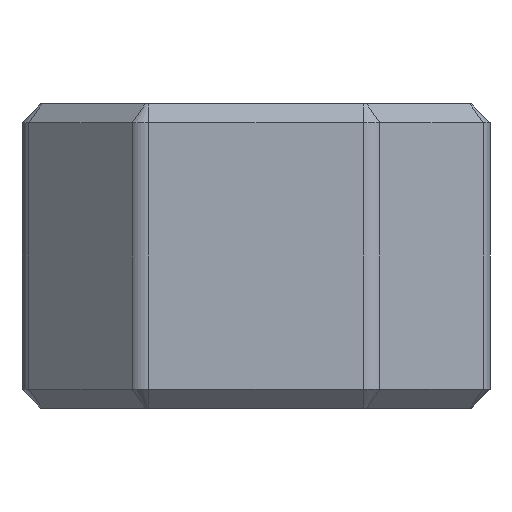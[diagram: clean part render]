
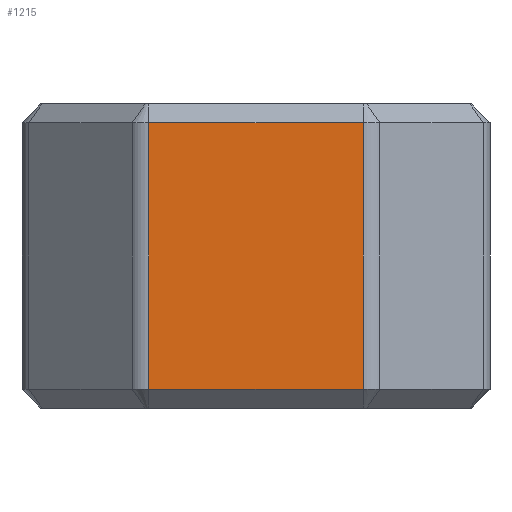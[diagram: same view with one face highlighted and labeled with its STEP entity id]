
A CAD part, left-side view. The second image highlights one B-rep face of the part: STEP entity #1215.
In plain terms, the highlighted planar face has unit normal (-1, 0, 0).
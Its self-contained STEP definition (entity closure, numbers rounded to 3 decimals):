
#13 = VECTOR ( 'NONE', #873, 1000. ) ;
#27 = CARTESIAN_POINT ( 'NONE',  ( -18., 2.293, 0. ) ) ;
#35 = ORIENTED_EDGE ( 'NONE', *, *, #1434, .T. ) ;
#97 = CARTESIAN_POINT ( 'NONE',  ( -18., 2.293, 0.4 ) ) ;
#171 = CARTESIAN_POINT ( 'NONE',  ( -18., -5., 0.4 ) ) ;
#201 = VECTOR ( 'NONE', #924, 1000. ) ;
#205 = VERTEX_POINT ( 'NONE', #97 ) ;
#251 = AXIS2_PLACEMENT_3D ( 'NONE', #941, #478, #488 ) ;
#310 = FACE_OUTER_BOUND ( 'NONE', #1157, .T. ) ;
#317 = LINE ( 'NONE', #1501, #201 ) ;
#344 = EDGE_CURVE ( 'NONE', #655, #205, #744, .T. ) ;
#473 = ORIENTED_EDGE ( 'NONE', *, *, #1183, .T. ) ;
#478 = DIRECTION ( 'NONE',  ( 1., 0., 0. ) ) ;
#488 = DIRECTION ( 'NONE',  ( 0., 0., -1. ) ) ;
#510 = EDGE_CURVE ( 'NONE', #891, #655, #915, .T. ) ;
#524 = DIRECTION ( 'NONE',  ( 0., 1., 0. ) ) ;
#655 = VERTEX_POINT ( 'NONE', #911 ) ;
#683 = VECTOR ( 'NONE', #1491, 1000. ) ;
#744 = LINE ( 'NONE', #27, #13 ) ;
#799 = ORIENTED_EDGE ( 'NONE', *, *, #344, .T. ) ;
#810 = VERTEX_POINT ( 'NONE', #1060 ) ;
#839 = VECTOR ( 'NONE', #524, 1000. ) ;
#873 = DIRECTION ( 'NONE',  ( 0., 0., -1. ) ) ;
#891 = VERTEX_POINT ( 'NONE', #1524 ) ;
#911 = CARTESIAN_POINT ( 'NONE',  ( -18., 2.293, 6.1 ) ) ;
#915 = LINE ( 'NONE', #1509, #839 ) ;
#924 = DIRECTION ( 'NONE',  ( 0., 0., 1. ) ) ;
#941 = CARTESIAN_POINT ( 'NONE',  ( -18., -5., 6.5 ) ) ;
#987 = LINE ( 'NONE', #171, #683 ) ;
#1060 = CARTESIAN_POINT ( 'NONE',  ( -18., -2.293, 0.4 ) ) ;
#1157 = EDGE_LOOP ( 'NONE', ( #799, #35, #473, #1449 ) ) ;
#1183 = EDGE_CURVE ( 'NONE', #810, #891, #317, .T. ) ;
#1215 = ADVANCED_FACE ( 'NONE', ( #310 ), #1485, .F. ) ;
#1434 = EDGE_CURVE ( 'NONE', #205, #810, #987, .T. ) ;
#1449 = ORIENTED_EDGE ( 'NONE', *, *, #510, .T. ) ;
#1485 = PLANE ( 'NONE',  #251 ) ;
#1491 = DIRECTION ( 'NONE',  ( 0., -1., 0. ) ) ;
#1501 = CARTESIAN_POINT ( 'NONE',  ( -18., -2.293, 6.5 ) ) ;
#1509 = CARTESIAN_POINT ( 'NONE',  ( -18., 2.293, 6.1 ) ) ;
#1524 = CARTESIAN_POINT ( 'NONE',  ( -18., -2.293, 6.1 ) ) ;
